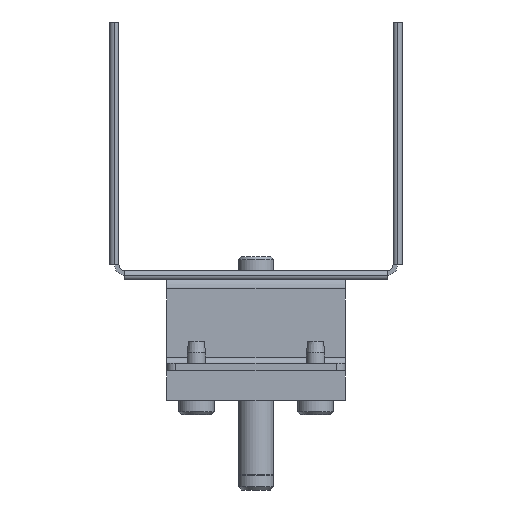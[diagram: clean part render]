
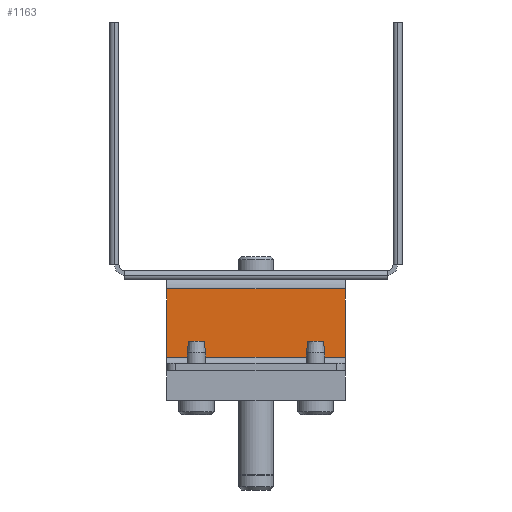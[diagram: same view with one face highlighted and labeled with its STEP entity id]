
A CAD part, front view. The second image highlights one B-rep face of the part: STEP entity #1163.
In plain terms, the highlighted planar face has unit normal (0, -1, 0).
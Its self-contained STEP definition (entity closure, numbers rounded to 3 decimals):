
#1163=ADVANCED_FACE('',(#2611),#2612,.T.);
#2611=FACE_OUTER_BOUND('',#4675,.T.);
#2612=PLANE('',#4676);
#4675=EDGE_LOOP('',(#7145,#7146,#7147,#7148));
#4676=AXIS2_PLACEMENT_3D('',#7149,#7150,#7151);
#7145=ORIENTED_EDGE('',*,*,#12454,.T.);
#7146=ORIENTED_EDGE('',*,*,#12489,.F.);
#7147=ORIENTED_EDGE('',*,*,#12490,.T.);
#7148=ORIENTED_EDGE('',*,*,#12473,.T.);
#7149=CARTESIAN_POINT('',(79.1,46.5,56.));
#7150=DIRECTION('',(0.0,-1.0,0.0));
#7151=DIRECTION('',(0.0,0.0,1.0));
#12454=EDGE_CURVE('',#14829,#14827,#14830,.T.);
#12473=EDGE_CURVE('',#14854,#14829,#14855,.T.);
#12489=EDGE_CURVE('',#14874,#14827,#14875,.T.);
#12490=EDGE_CURVE('',#14874,#14854,#14876,.T.);
#14827=VERTEX_POINT('',#18234);
#14829=VERTEX_POINT('',#18236);
#14830=LINE('',#18237,#18238);
#14854=VERTEX_POINT('',#18268);
#14855=LINE('',#18269,#18270);
#14874=VERTEX_POINT('',#18295);
#14875=LINE('',#18296,#18297);
#14876=LINE('',#18298,#18299);
#18234=CARTESIAN_POINT('',(19.1,46.5,44.5));
#18236=CARTESIAN_POINT('',(19.1,46.5,67.5));
#18237=CARTESIAN_POINT('',(19.1,46.5,44.5));
#18238=VECTOR('',#22951,1.0);
#18268=CARTESIAN_POINT('',(79.1,46.5,67.5));
#18269=CARTESIAN_POINT('',(79.1,46.5,67.5));
#18270=VECTOR('',#22979,1.0);
#18295=CARTESIAN_POINT('',(79.1,46.5,44.5));
#18296=CARTESIAN_POINT('',(79.1,46.5,44.5));
#18297=VECTOR('',#22995,1.0);
#18298=CARTESIAN_POINT('',(79.1,46.5,44.5));
#18299=VECTOR('',#22996,1.0);
#22951=DIRECTION('',(0.0,0.0,-1.0));
#22979=DIRECTION('',(-1.0,0.0,0.0));
#22995=DIRECTION('',(-1.0,0.0,0.0));
#22996=DIRECTION('',(0.0,0.0,1.0));
